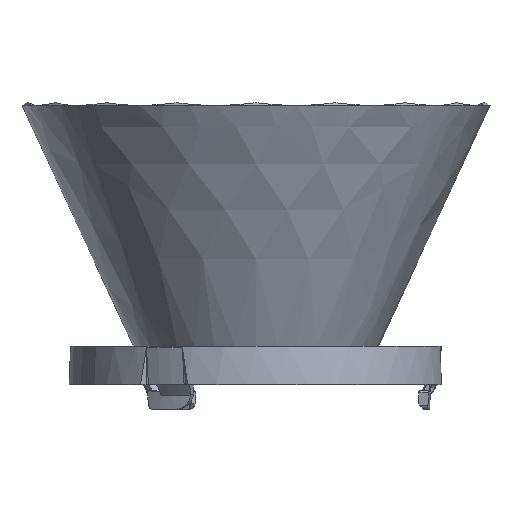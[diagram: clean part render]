
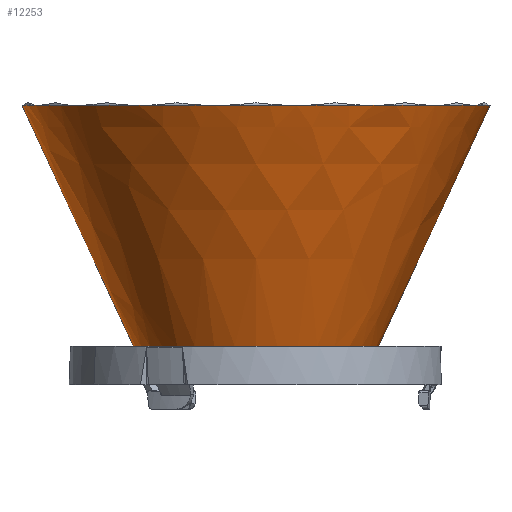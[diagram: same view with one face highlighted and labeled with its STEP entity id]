
A CAD part, left-side view. The second image highlights one B-rep face of the part: STEP entity #12253.
In plain terms, the highlighted free-form (B-spline) face has degree [3, 3] with [4, 4] control points.
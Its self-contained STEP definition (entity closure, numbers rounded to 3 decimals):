
#33 = EDGE_CURVE ( 'NONE', #26614, #14946, #9448, .T. ) ;
#81 = CARTESIAN_POINT ( 'NONE',  ( -22.137, 0., 14.276 ) ) ;
#316 = CARTESIAN_POINT ( 'NONE',  ( 0., 0., 39. ) ) ;
#907 = CIRCLE ( 'NONE', #27438, 17.526 ) ;
#1010 = B_SPLINE_CURVE_WITH_KNOTS ( 'NONE', 3,
 ( #17600, #81, #19774, #6806 ),
 .UNSPECIFIED., .F., .F.,
 ( 4, 4 ),
 ( 0.18, 1. ),
 .UNSPECIFIED. ) ;
#1209 = CARTESIAN_POINT ( 'NONE',  ( 0., 0., 39. ) ) ;
#1245 = CARTESIAN_POINT ( 'NONE',  ( 0., 0., 39. ) ) ;
#1303 = CARTESIAN_POINT ( 'NONE',  ( 33.5, 0., 39. ) ) ;
#1406 = CARTESIAN_POINT ( 'NONE',  ( -31.836, 63.673, 35.368 ) ) ;
#1993 = CARTESIAN_POINT ( 'NONE',  ( 0., 0., 39. ) ) ;
#2233 = CIRCLE ( 'NONE', #13149, 33.5 ) ;
#2443 = EDGE_CURVE ( 'NONE', #23275, #6387, #17803, .T. ) ;
#2468 = DIRECTION ( 'NONE',  ( -1., 0., 0. ) ) ;
#2531 = AXIS2_PLACEMENT_3D ( 'NONE', #21990, #8985, #24196 ) ;
#2786 = CARTESIAN_POINT ( 'NONE',  ( -16.75, 29.012, 39. ) ) ;
#3157 = ORIENTED_EDGE ( 'NONE', *, *, #4286, .T. ) ;
#3387 = VERTEX_POINT ( 'NONE', #8951 ) ;
#3391 = DIRECTION ( 'NONE',  ( -1., 0., 0. ) ) ;
#3394 = CARTESIAN_POINT ( 'NONE',  ( -17.526, 35.051, 4.5 ) ) ;
#3414 = DIRECTION ( 'NONE',  ( -1., 0., 0. ) ) ;
#3563 = CARTESIAN_POINT ( 'NONE',  ( 31.836, 0., 35.368 ) ) ;
#4055 = EDGE_LOOP ( 'NONE', ( #9357, #11226, #15945, #26112, #17921, #20203, #6129, #19880, #19887, #3157, #15356, #20120 ) ) ;
#4158 = DIRECTION ( 'NONE',  ( -1., 0., 0. ) ) ;
#4272 = CIRCLE ( 'NONE', #2531, 33.5 ) ;
#4286 = EDGE_CURVE ( 'NONE', #21109, #12615, #10461, .T. ) ;
#4591 = EDGE_CURVE ( 'NONE', #14761, #13477, #17228, .T. ) ;
#4932 = CARTESIAN_POINT ( 'NONE',  ( 0., 0., 4.5 ) ) ;
#5546 = AXIS2_PLACEMENT_3D ( 'NONE', #21692, #8678, #23879 ) ;
#5755 = CARTESIAN_POINT ( 'NONE',  ( -33.5, 67., 39. ) ) ;
#5982 = CARTESIAN_POINT ( 'NONE',  ( 0., 0., 39. ) ) ;
#6044 =( BOUNDED_SURFACE ( )  B_SPLINE_SURFACE ( 3, 3, ( 
 ( #20825, #3394, #7830, #23041 ),
 ( #10000, #25216, #12174, #27399 ),
 ( #14340, #1406, #16533, #3563 ),
 ( #18716, #5755, #20931, #7911 ) ),
 .UNSPECIFIED., .F., .F., .F. ) 
 B_SPLINE_SURFACE_WITH_KNOTS ( ( 4, 4 ),
 ( 4, 4 ),
 ( 0.18, 1. ),
 ( 0., 1. ),
 .UNSPECIFIED. ) 
 GEOMETRIC_REPRESENTATION_ITEM ( )  RATIONAL_B_SPLINE_SURFACE ( (
 ( 1., 0.333, 0.333, 1.),
 ( 1., 0.333, 0.333, 1.),
 ( 1., 0.333, 0.333, 1.),
 ( 1., 0.333, 0.333, 1.) ) ) 
 REPRESENTATION_ITEM ( '' )  SURFACE ( )  );
#6129 = ORIENTED_EDGE ( 'NONE', *, *, #27311, .T. ) ;
#6261 = CARTESIAN_POINT ( 'NONE',  ( -33.5, 0., 39. ) ) ;
#6328 = CARTESIAN_POINT ( 'NONE',  ( -17.526, 0., 4.5 ) ) ;
#6387 = VERTEX_POINT ( 'NONE', #16023 ) ;
#6806 = CARTESIAN_POINT ( 'NONE',  ( -33.5, 0., 39. ) ) ;
#6939 = EDGE_CURVE ( 'NONE', #26614, #11297, #907, .T. ) ;
#7124 = DIRECTION ( 'NONE',  ( -1., 0., 0. ) ) ;
#7691 = EDGE_CURVE ( 'NONE', #3387, #27331, #4272, .T. ) ;
#7726 = CARTESIAN_POINT ( 'NONE',  ( 31.836, 0., 35.368 ) ) ;
#7743 = AXIS2_PLACEMENT_3D ( 'NONE', #5982, #21164, #8163 ) ;
#7830 = CARTESIAN_POINT ( 'NONE',  ( 17.526, 35.051, 4.5 ) ) ;
#7911 = CARTESIAN_POINT ( 'NONE',  ( 33.5, 0., 39. ) ) ;
#8163 = DIRECTION ( 'NONE',  ( -1., 0., 0. ) ) ;
#8678 = DIRECTION ( 'NONE',  ( 0., 0., -1. ) ) ;
#8854 = DIRECTION ( 'NONE',  ( 0., 0., -1. ) ) ;
#8922 = CARTESIAN_POINT ( 'NONE',  ( -5.817, 32.991, 39. ) ) ;
#8951 = CARTESIAN_POINT ( 'NONE',  ( 5.817, 32.991, 39. ) ) ;
#8985 = DIRECTION ( 'NONE',  ( 0., 0., -1. ) ) ;
#9357 = ORIENTED_EDGE ( 'NONE', *, *, #6939, .T. ) ;
#9411 = CIRCLE ( 'NONE', #5546, 33.5 ) ;
#9448 = B_SPLINE_CURVE_WITH_KNOTS ( 'NONE', 3,
 ( #14250, #27288, #7726, #1303 ),
 .UNSPECIFIED., .F., .F.,
 ( 4, 4 ),
 ( 0.18, 1. ),
 .UNSPECIFIED. ) ;
#9666 = CIRCLE ( 'NONE', #19903, 33.5 ) ;
#10000 = CARTESIAN_POINT ( 'NONE',  ( -22.137, 0., 14.276 ) ) ;
#10461 = CIRCLE ( 'NONE', #27216, 33.5 ) ;
#10719 = CARTESIAN_POINT ( 'NONE',  ( 25.662, 21.533, 39. ) ) ;
#11226 = ORIENTED_EDGE ( 'NONE', *, *, #13990, .T. ) ;
#11297 = VERTEX_POINT ( 'NONE', #6328 ) ;
#11412 = EDGE_CURVE ( 'NONE', #12615, #14946, #2233, .T. ) ;
#11880 = EDGE_CURVE ( 'NONE', #6387, #18415, #9666, .T. ) ;
#12174 = CARTESIAN_POINT ( 'NONE',  ( 22.137, 44.274, 14.276 ) ) ;
#12253 = ADVANCED_FACE ( 'NONE', ( #21548 ), #6044, .T. ) ;
#12615 = VERTEX_POINT ( 'NONE', #22162 ) ;
#12650 = DIRECTION ( 'NONE',  ( 0., 0., -1. ) ) ;
#13149 = AXIS2_PLACEMENT_3D ( 'NONE', #21837, #8854, #24063 ) ;
#13477 = VERTEX_POINT ( 'NONE', #8922 ) ;
#13990 = EDGE_CURVE ( 'NONE', #11297, #23275, #1010, .T. ) ;
#14250 = CARTESIAN_POINT ( 'NONE',  ( 17.526, 0., 4.5 ) ) ;
#14340 = CARTESIAN_POINT ( 'NONE',  ( -31.836, 0., 35.368 ) ) ;
#14761 = VERTEX_POINT ( 'NONE', #2786 ) ;
#14946 = VERTEX_POINT ( 'NONE', #23775 ) ;
#15049 = AXIS2_PLACEMENT_3D ( 'NONE', #316, #15429, #2468 ) ;
#15356 = ORIENTED_EDGE ( 'NONE', *, *, #11412, .T. ) ;
#15429 = DIRECTION ( 'NONE',  ( 0., 0., -1. ) ) ;
#15945 = ORIENTED_EDGE ( 'NONE', *, *, #2443, .T. ) ;
#16023 = CARTESIAN_POINT ( 'NONE',  ( -31.48, 11.458, 39. ) ) ;
#16333 = DIRECTION ( 'NONE',  ( 0., 0., -1. ) ) ;
#16361 = DIRECTION ( 'NONE',  ( 0., 0., -1. ) ) ;
#16533 = CARTESIAN_POINT ( 'NONE',  ( 31.836, 63.673, 35.368 ) ) ;
#17113 = DIRECTION ( 'NONE',  ( 0., 0., -1. ) ) ;
#17228 = CIRCLE ( 'NONE', #25403, 33.5 ) ;
#17600 = CARTESIAN_POINT ( 'NONE',  ( -17.526, 0., 4.5 ) ) ;
#17803 = CIRCLE ( 'NONE', #27011, 33.5 ) ;
#17875 = CARTESIAN_POINT ( 'NONE',  ( 17.526, 0., 4.5 ) ) ;
#17921 = ORIENTED_EDGE ( 'NONE', *, *, #21393, .T. ) ;
#18176 = CIRCLE ( 'NONE', #7743, 33.5 ) ;
#18415 = VERTEX_POINT ( 'NONE', #18454 ) ;
#18454 = CARTESIAN_POINT ( 'NONE',  ( -25.662, 21.533, 39. ) ) ;
#18716 = CARTESIAN_POINT ( 'NONE',  ( -33.5, 0., 39. ) ) ;
#19774 = CARTESIAN_POINT ( 'NONE',  ( -31.836, 0., 35.368 ) ) ;
#19880 = ORIENTED_EDGE ( 'NONE', *, *, #7691, .T. ) ;
#19887 = ORIENTED_EDGE ( 'NONE', *, *, #20078, .T. ) ;
#19903 = AXIS2_PLACEMENT_3D ( 'NONE', #1993, #17113, #4158 ) ;
#20078 = EDGE_CURVE ( 'NONE', #27331, #21109, #9411, .T. ) ;
#20103 = DIRECTION ( 'NONE',  ( 0., 0., 1. ) ) ;
#20120 = ORIENTED_EDGE ( 'NONE', *, *, #33, .F. ) ;
#20203 = ORIENTED_EDGE ( 'NONE', *, *, #4591, .T. ) ;
#20825 = CARTESIAN_POINT ( 'NONE',  ( -17.526, 0., 4.5 ) ) ;
#20931 = CARTESIAN_POINT ( 'NONE',  ( 33.5, 67., 39. ) ) ;
#21109 = VERTEX_POINT ( 'NONE', #10719 ) ;
#21164 = DIRECTION ( 'NONE',  ( 0., 0., -1. ) ) ;
#21393 = EDGE_CURVE ( 'NONE', #18415, #14761, #18176, .T. ) ;
#21548 = FACE_OUTER_BOUND ( 'NONE', #4055, .T. ) ;
#21692 = CARTESIAN_POINT ( 'NONE',  ( 0., 0., 39. ) ) ;
#21837 = CARTESIAN_POINT ( 'NONE',  ( 0., 0., 39. ) ) ;
#21990 = CARTESIAN_POINT ( 'NONE',  ( 0., 0., 39. ) ) ;
#22162 = CARTESIAN_POINT ( 'NONE',  ( 31.48, 11.458, 39. ) ) ;
#23041 = CARTESIAN_POINT ( 'NONE',  ( 17.526, 0., 4.5 ) ) ;
#23275 = VERTEX_POINT ( 'NONE', #6261 ) ;
#23775 = CARTESIAN_POINT ( 'NONE',  ( 33.5, 0., 39. ) ) ;
#23879 = DIRECTION ( 'NONE',  ( -1., 0., 0. ) ) ;
#24063 = DIRECTION ( 'NONE',  ( -1., 0., 0. ) ) ;
#24196 = DIRECTION ( 'NONE',  ( -1., 0., 0. ) ) ;
#25216 = CARTESIAN_POINT ( 'NONE',  ( -22.137, 44.274, 14.276 ) ) ;
#25367 = CIRCLE ( 'NONE', #15049, 33.5 ) ;
#25403 = AXIS2_PLACEMENT_3D ( 'NONE', #1209, #16333, #3391 ) ;
#25714 = CARTESIAN_POINT ( 'NONE',  ( 0., 0., 39. ) ) ;
#26112 = ORIENTED_EDGE ( 'NONE', *, *, #11880, .T. ) ;
#26403 = CARTESIAN_POINT ( 'NONE',  ( 16.75, 29.012, 39. ) ) ;
#26614 = VERTEX_POINT ( 'NONE', #17875 ) ;
#27011 = AXIS2_PLACEMENT_3D ( 'NONE', #25714, #12650, #27886 ) ;
#27216 = AXIS2_PLACEMENT_3D ( 'NONE', #1245, #16361, #3414 ) ;
#27288 = CARTESIAN_POINT ( 'NONE',  ( 22.137, 0., 14.276 ) ) ;
#27311 = EDGE_CURVE ( 'NONE', #13477, #3387, #25367, .T. ) ;
#27331 = VERTEX_POINT ( 'NONE', #26403 ) ;
#27399 = CARTESIAN_POINT ( 'NONE',  ( 22.137, 0., 14.276 ) ) ;
#27438 = AXIS2_PLACEMENT_3D ( 'NONE', #4932, #20103, #7124 ) ;
#27886 = DIRECTION ( 'NONE',  ( -1., 0., 0. ) ) ;
